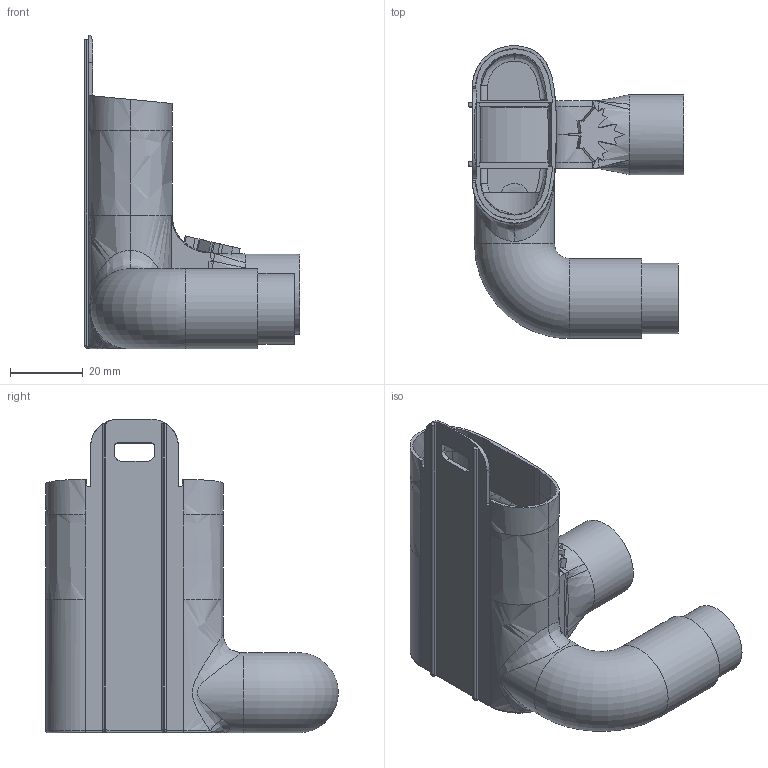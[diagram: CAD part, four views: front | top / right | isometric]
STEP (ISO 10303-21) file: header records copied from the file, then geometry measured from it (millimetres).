
FILE_DESCRIPTION(/* description */ (''),/* implementation_level */ '2;1');
FILE_NAME(/* name */ 'Canadian_glen_valve.stp',/* time_stamp */ '2020-04-09T22:55:37-04:00',/* author */ (''),/* organization */ (''),/* preprocessor_version */ 'ST-DEVELOPER v15.2',/* originating_system */ 'Autodesk Translator Framework v2.0.0.5431',/* authorisation */ '');
FILE_SCHEMA (('AUTOMOTIVE_DESIGN { 1 0 10303 214 3 1 1 }'));
Length unit declared in the file: centimetre
Products named in the file (1): Canadian Valve
Bounding box: 59.2 x 80.4 x 86.14 mm (x, y, z)
Volume: 29028.1 mm3; surface area: 34158.4 mm2
Topology: 1 solids, 1 shells, 326 faces, 972 edges, 636 vertices
Faces by surface type: bspline 145, plane 133, cylinder 44, torus 4
Full cylindrical faces by diameter (mm): 17.4 x1, 19.4 x4, 22 x3
Entity records: 15725 total; most frequent: CARTESIAN_POINT 8024, ORIENTED_EDGE 1890, DIRECTION 1154, EDGE_CURVE 945, VERTEX_POINT 632, LINE 426, VECTOR 426, AXIS2_PLACEMENT_3D 364
